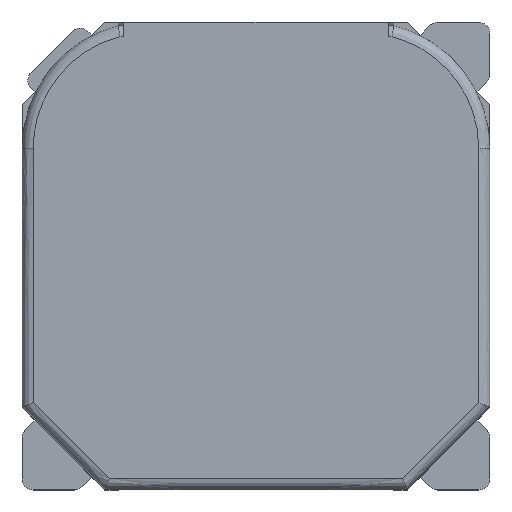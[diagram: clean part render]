
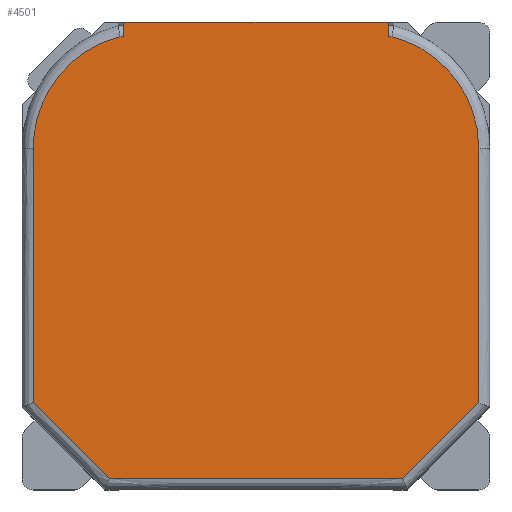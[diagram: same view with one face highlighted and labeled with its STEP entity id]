
A CAD part, top view. The second image highlights one B-rep face of the part: STEP entity #4501.
In plain terms, the highlighted free-form (B-spline) face has degree [1, 1] with [2, 2] control points.
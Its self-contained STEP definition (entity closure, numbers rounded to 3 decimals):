
#4084 = VERTEX_POINT('',#4085);
#4085 = CARTESIAN_POINT('',(-2.404,3.983,
    4.));
#4093 = EDGE_CURVE('',#4084,#4094,#4096,.T.);
#4094 = VERTEX_POINT('',#4095);
#4095 = CARTESIAN_POINT('',(-2.404,4.25,4.));
#4096 = B_SPLINE_CURVE_WITH_KNOTS('',1,(#4097,#4098),.UNSPECIFIED.,.F.,
  .F.,(2,2),(0.,1.),.PIECEWISE_BEZIER_KNOTS.);
#4097 = CARTESIAN_POINT('',(-2.404,3.983,
    4.));
#4098 = CARTESIAN_POINT('',(-2.404,4.25,4.));
#4115 = EDGE_CURVE('',#4094,#4116,#4118,.T.);
#4116 = VERTEX_POINT('',#4117);
#4117 = CARTESIAN_POINT('',(2.404,4.25,4.));
#4118 = B_SPLINE_CURVE_WITH_KNOTS('',1,(#4119,#4120),.UNSPECIFIED.,.F.,
  .F.,(2,2),(0.,1.),.PIECEWISE_BEZIER_KNOTS.);
#4119 = CARTESIAN_POINT('',(-2.404,4.25,4.));
#4120 = CARTESIAN_POINT('',(2.404,4.25,4.));
#4206 = VERTEX_POINT('',#4207);
#4207 = CARTESIAN_POINT('',(2.404,3.983,4.
    ));
#4224 = EDGE_CURVE('',#4206,#4116,#4225,.T.);
#4225 = B_SPLINE_CURVE_WITH_KNOTS('',1,(#4226,#4227),.UNSPECIFIED.,.F.,
  .F.,(2,2),(0.,1.),.PIECEWISE_BEZIER_KNOTS.);
#4226 = CARTESIAN_POINT('',(2.404,3.983,4.
    ));
#4227 = CARTESIAN_POINT('',(2.404,4.25,4.));
#4383 = VERTEX_POINT('',#4384);
#4384 = CARTESIAN_POINT('',(-2.475,3.983,
    4.));
#4394 = VERTEX_POINT('',#4395);
#4395 = CARTESIAN_POINT('',(-4.05,1.95,4.));
#4403 = EDGE_CURVE('',#4383,#4394,#4404,.T.);
#4404 = ( BOUNDED_CURVE() B_SPLINE_CURVE(2,(#4405,#4406,#4407,#4408,
#4409),.UNSPECIFIED.,.F.,.F.) B_SPLINE_CURVE_WITH_KNOTS((3,2,3),(0.
,0.5,1.),.PIECEWISE_BEZIER_KNOTS.) CURVE() GEOMETRIC_REPRESENTATION_ITEM
() RATIONAL_B_SPLINE_CURVE((1.,0.946,1.,0.946,1.)) 
REPRESENTATION_ITEM('') );
#4405 = CARTESIAN_POINT('',(-2.475,3.983,
    4.));
#4406 = CARTESIAN_POINT('',(-3.17,3.804,
    4.));
#4407 = CARTESIAN_POINT('',(-3.61,3.236,
    4.));
#4408 = CARTESIAN_POINT('',(-4.05,2.668,4.
    ));
#4409 = CARTESIAN_POINT('',(-4.05,1.95,4.));
#4482 = EDGE_CURVE('',#4084,#4383,#4483,.T.);
#4483 = B_SPLINE_CURVE_WITH_KNOTS('',1,(#4484,#4485),.UNSPECIFIED.,.F.,
  .F.,(2,2),(0.,1.),.PIECEWISE_BEZIER_KNOTS.);
#4484 = CARTESIAN_POINT('',(-2.404,3.983,
    4.));
#4485 = CARTESIAN_POINT('',(-2.475,3.983,
    4.));
#4501 = ADVANCED_FACE('',(#4502),#4559,.F.);
#4502 = FACE_BOUND('',#4503,.F.);
#4503 = EDGE_LOOP('',(#4504,#4516,#4523,#4530,#4537,#4544,#4549,#4550,
    #4551,#4552,#4553,#4554));
#4504 = ORIENTED_EDGE('',*,*,#4505,.F.);
#4505 = EDGE_CURVE('',#4506,#4508,#4510,.T.);
#4506 = VERTEX_POINT('',#4507);
#4507 = CARTESIAN_POINT('',(4.05,1.95,4.));
#4508 = VERTEX_POINT('',#4509);
#4509 = CARTESIAN_POINT('',(2.475,3.983,4.)
  );
#4510 = ( BOUNDED_CURVE() B_SPLINE_CURVE(2,(#4511,#4512,#4513,#4514,
#4515),.UNSPECIFIED.,.F.,.F.) B_SPLINE_CURVE_WITH_KNOTS((3,2,3),(0.
,0.5,1.),.PIECEWISE_BEZIER_KNOTS.) CURVE() GEOMETRIC_REPRESENTATION_ITEM
() RATIONAL_B_SPLINE_CURVE((1.,0.946,1.,0.946,1.)) 
REPRESENTATION_ITEM('') );
#4511 = CARTESIAN_POINT('',(4.05,1.95,4.));
#4512 = CARTESIAN_POINT('',(4.05,2.668,4.)
  );
#4513 = CARTESIAN_POINT('',(3.61,3.236,4.
    ));
#4514 = CARTESIAN_POINT('',(3.171,3.804,4.
    ));
#4515 = CARTESIAN_POINT('',(2.475,3.983,4.)
  );
#4516 = ORIENTED_EDGE('',*,*,#4517,.F.);
#4517 = EDGE_CURVE('',#4518,#4506,#4520,.T.);
#4518 = VERTEX_POINT('',#4519);
#4519 = CARTESIAN_POINT('',(4.05,-2.667,
    4.));
#4520 = B_SPLINE_CURVE_WITH_KNOTS('',1,(#4521,#4522),.UNSPECIFIED.,.F.,
  .F.,(2,2),(0.,1.),.PIECEWISE_BEZIER_KNOTS.);
#4521 = CARTESIAN_POINT('',(4.05,-2.667,
    4.));
#4522 = CARTESIAN_POINT('',(4.05,1.95,4.));
#4523 = ORIENTED_EDGE('',*,*,#4524,.F.);
#4524 = EDGE_CURVE('',#4525,#4518,#4527,.T.);
#4525 = VERTEX_POINT('',#4526);
#4526 = CARTESIAN_POINT('',(2.667,-4.05,4.));
#4527 = B_SPLINE_CURVE_WITH_KNOTS('',1,(#4528,#4529),.UNSPECIFIED.,.F.,
  .F.,(2,2),(0.,1.),.PIECEWISE_BEZIER_KNOTS.);
#4528 = CARTESIAN_POINT('',(2.667,-4.05,4.));
#4529 = CARTESIAN_POINT('',(4.05,-2.667,
    4.));
#4530 = ORIENTED_EDGE('',*,*,#4531,.F.);
#4531 = EDGE_CURVE('',#4532,#4525,#4534,.T.);
#4532 = VERTEX_POINT('',#4533);
#4533 = CARTESIAN_POINT('',(-2.667,-4.05,4.));
#4534 = B_SPLINE_CURVE_WITH_KNOTS('',1,(#4535,#4536),.UNSPECIFIED.,.F.,
  .F.,(2,2),(0.,1.),.PIECEWISE_BEZIER_KNOTS.);
#4535 = CARTESIAN_POINT('',(-2.667,-4.05,4.));
#4536 = CARTESIAN_POINT('',(2.667,-4.05,4.));
#4537 = ORIENTED_EDGE('',*,*,#4538,.F.);
#4538 = EDGE_CURVE('',#4539,#4532,#4541,.T.);
#4539 = VERTEX_POINT('',#4540);
#4540 = CARTESIAN_POINT('',(-4.05,-2.667,
    4.));
#4541 = B_SPLINE_CURVE_WITH_KNOTS('',1,(#4542,#4543),.UNSPECIFIED.,.F.,
  .F.,(2,2),(0.,1.),.PIECEWISE_BEZIER_KNOTS.);
#4542 = CARTESIAN_POINT('',(-4.05,-2.667,
    4.));
#4543 = CARTESIAN_POINT('',(-2.667,-4.05,4.));
#4544 = ORIENTED_EDGE('',*,*,#4545,.F.);
#4545 = EDGE_CURVE('',#4394,#4539,#4546,.T.);
#4546 = B_SPLINE_CURVE_WITH_KNOTS('',1,(#4547,#4548),.UNSPECIFIED.,.F.,
  .F.,(2,2),(0.,1.),.PIECEWISE_BEZIER_KNOTS.);
#4547 = CARTESIAN_POINT('',(-4.05,1.95,4.));
#4548 = CARTESIAN_POINT('',(-4.05,-2.667,
    4.));
#4549 = ORIENTED_EDGE('',*,*,#4403,.F.);
#4550 = ORIENTED_EDGE('',*,*,#4482,.F.);
#4551 = ORIENTED_EDGE('',*,*,#4093,.T.);
#4552 = ORIENTED_EDGE('',*,*,#4115,.T.);
#4553 = ORIENTED_EDGE('',*,*,#4224,.F.);
#4554 = ORIENTED_EDGE('',*,*,#4555,.F.);
#4555 = EDGE_CURVE('',#4508,#4206,#4556,.T.);
#4556 = B_SPLINE_CURVE_WITH_KNOTS('',1,(#4557,#4558),.UNSPECIFIED.,.F.,
  .F.,(2,2),(0.,1.),.PIECEWISE_BEZIER_KNOTS.);
#4557 = CARTESIAN_POINT('',(2.475,3.983,4.)
  );
#4558 = CARTESIAN_POINT('',(2.404,3.983,4.
    ));
#4559 = B_SPLINE_SURFACE_WITH_KNOTS('',1,1,(
    (#4560,#4561)
    ,(#4562,#4563
  )),.UNSPECIFIED.,.F.,.F.,.F.,(2,2),(2,2),(0.,9.72),(0.,9.96)
  ,.PIECEWISE_BEZIER_KNOTS.);
#4560 = CARTESIAN_POINT('',(-4.86,5.08,4.));
#4561 = CARTESIAN_POINT('',(-4.86,-4.88,4.));
#4562 = CARTESIAN_POINT('',(4.86,5.08,4.));
#4563 = CARTESIAN_POINT('',(4.86,-4.88,4.));
